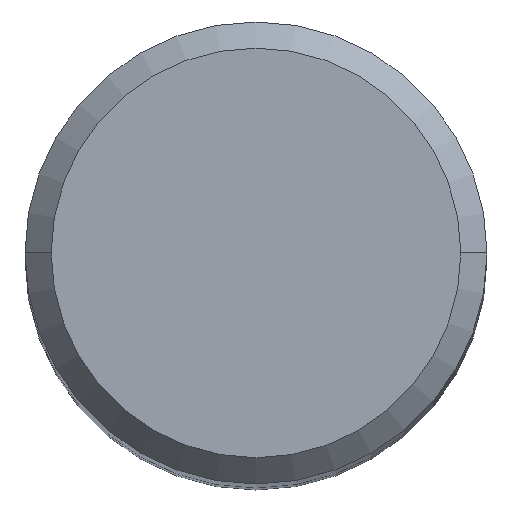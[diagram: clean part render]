
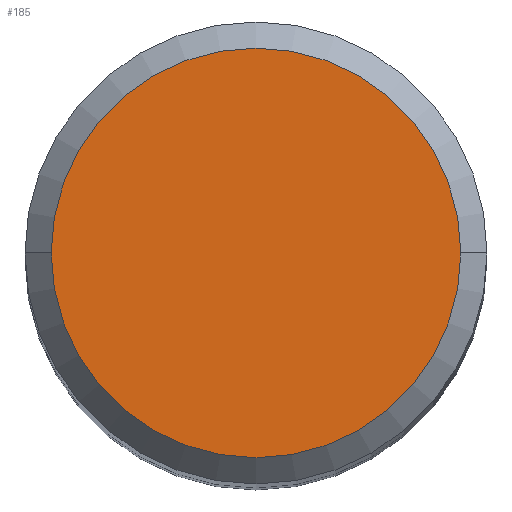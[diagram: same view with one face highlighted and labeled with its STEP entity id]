
A CAD part, top view. The second image highlights one B-rep face of the part: STEP entity #185.
In plain terms, the highlighted planar face has unit normal (0, 0, 1).
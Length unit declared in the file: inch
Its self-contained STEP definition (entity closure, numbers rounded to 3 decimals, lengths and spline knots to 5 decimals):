
#9 = EDGE_CURVE ( 'NONE', #26, #253, #311, .T. ) ;
#26 = VERTEX_POINT ( 'NONE', #240 ) ;
#78 = ORIENTED_EDGE ( 'NONE', *, *, #9, .T. ) ;
#103 = FACE_OUTER_BOUND ( 'NONE', #273, .T. ) ;
#128 = AXIS2_PLACEMENT_3D ( 'NONE', #220, #226, #367 ) ;
#142 = CARTESIAN_POINT ( 'NONE',  ( 0., 0., 0. ) ) ;
#153 = DIRECTION ( 'NONE',  ( 1., 0., 0. ) ) ;
#185 = ADVANCED_FACE ( 'NONE', ( #103 ), #338, .F. ) ;
#187 = CIRCLE ( 'NONE', #320, 0.24435 ) ;
#189 = CARTESIAN_POINT ( 'NONE',  ( 0.24435, 0., 0. ) ) ;
#194 = DIRECTION ( 'NONE',  ( 1., 0., 0. ) ) ;
#220 = CARTESIAN_POINT ( 'NONE',  ( 0., 0., 0. ) ) ;
#226 = DIRECTION ( 'NONE',  ( 0., 0., -1. ) ) ;
#240 = CARTESIAN_POINT ( 'NONE',  ( -0.24435, 0., 0. ) ) ;
#243 = ORIENTED_EDGE ( 'NONE', *, *, #324, .T. ) ;
#253 = VERTEX_POINT ( 'NONE', #189 ) ;
#273 = EDGE_LOOP ( 'NONE', ( #78, #243 ) ) ;
#303 = DIRECTION ( 'NONE',  ( 0., 0., 1. ) ) ;
#311 = CIRCLE ( 'NONE', #388, 0.24435 ) ;
#320 = AXIS2_PLACEMENT_3D ( 'NONE', #142, #377, #194 ) ;
#324 = EDGE_CURVE ( 'NONE', #253, #26, #187, .T. ) ;
#338 = PLANE ( 'NONE',  #128 ) ;
#367 = DIRECTION ( 'NONE',  ( -1., 0., 0. ) ) ;
#377 = DIRECTION ( 'NONE',  ( 0., 0., 1. ) ) ;
#388 = AXIS2_PLACEMENT_3D ( 'NONE', #390, #303, #153 ) ;
#390 = CARTESIAN_POINT ( 'NONE',  ( 0., 0., 0. ) ) ;
